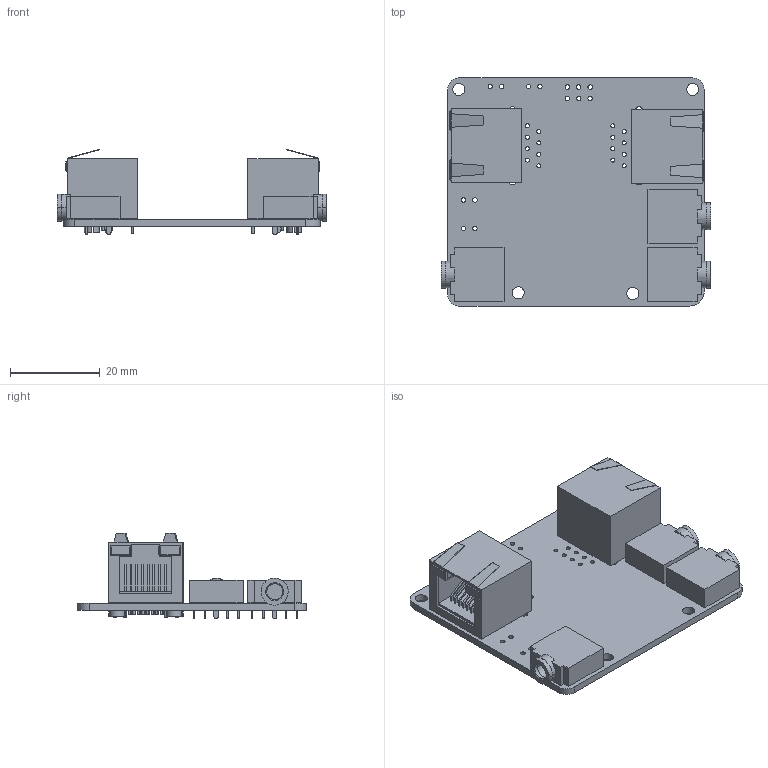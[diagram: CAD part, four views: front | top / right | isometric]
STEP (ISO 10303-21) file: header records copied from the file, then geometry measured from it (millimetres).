
FILE_DESCRIPTION(('KiCad electronic assembly'),'2;1');
FILE_NAME('Mikadapter.step','2022-06-05T17:38:04',('Pcbnew'),('Kicad'), 'Open CASCADE STEP processor 7.5','KiCad to STEP converter','Unknown' );
FILE_SCHEMA(('AUTOMOTIVE_DESIGN { 1 0 10303 214 1 1 1 1 }'));
Length unit declared in the file: millimetre
Products named in the file (6): Mikadapter 1; RJ45_Amphenol_RJHSE538X; COMPOUND; FC68131; _autosave-Mikadapter PCB
Assembly tree (8 placements, depth 3):
  Mikadapter 1
    RJ45_Amphenol_RJHSE538X  x2
      COMPOUND
    FC68131  x3
      COMPOUND
    _autosave-Mikadapter PCB
Bounding box: 60.07 x 50.8 x 19 mm (x, y, z)
Volume: 11552.4 mm3; surface area: 13147.8 mm2
Topology: 28 solids, 28 shells, 618 faces, 1520 edges, 1030 vertices
Faces by surface type: bspline 542, cylinder 70, plane 6
Full cylindrical faces by diameter (mm): 0.9 x16, 1 x14, 1.3 x15, 1.6 x13, 2.7 x4, 3.25 x4
Entity records: 20672 total; most frequent: CARTESIAN_POINT 6943, ORIENTED_EDGE 1588, PCURVE 1588, DEFINITIONAL_REPRESENTATION 1588, B_SPLINE_CURVE_WITH_KNOTS 1542, DIRECTION 976, EDGE_CURVE 794, SURFACE_CURVE 714
